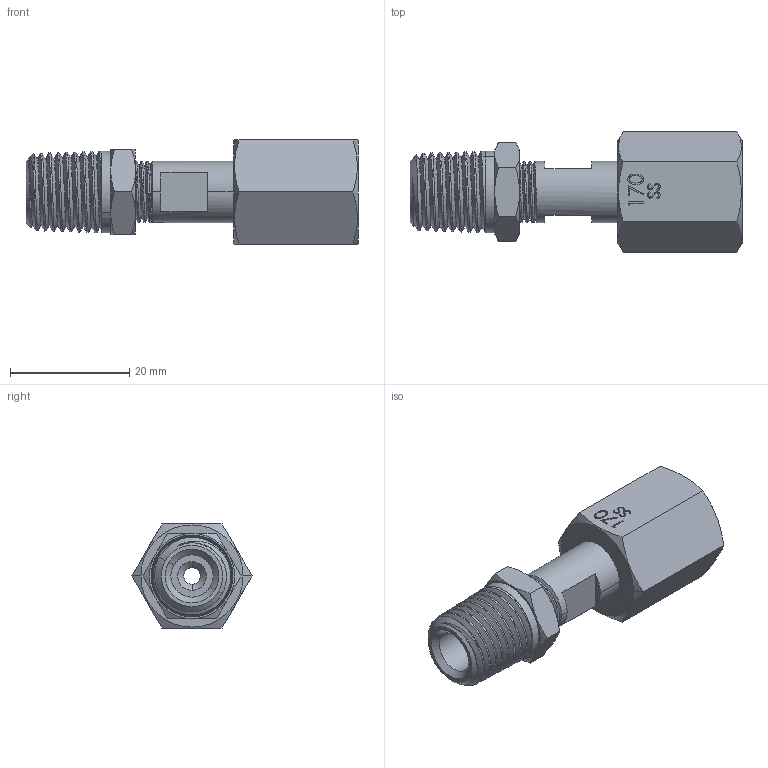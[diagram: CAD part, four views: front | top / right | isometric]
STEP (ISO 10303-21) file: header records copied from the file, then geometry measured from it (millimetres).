
FILE_DESCRIPTION (( 'STEP AP203' ), '1' );
FILE_NAME ('INL-170SS-4M.STEP', '2024-11-13T19:21:19', ( '' ), ( '' ), 'SwSTEP 2.0', 'SolidWorks 2018', '' );
FILE_SCHEMA (( 'CONFIG_CONTROL_DESIGN' ));
Length unit declared in the file: inch
Products named in the file (5): PRT-000986; INL-170SS-4M; PRT-000150; PRT-000256; PRT-002365
Assembly tree (4 placements, depth 2):
  INL-170SS-4M
    PRT-000986
    PRT-000256
    PRT-000150
    PRT-002365
Bounding box: 55.7 x 20.16 x 17.46 mm (x, y, z)
Volume: 6809.3 mm3; surface area: 6553.4 mm2
Topology: 4 solids, 4 shells, 238 faces, 790 edges, 571 vertices
Faces by surface type: cone 89, plane 53, bspline 52, cylinder 40, torus 4
Entity records: 28237 total; most frequent: CARTESIAN_POINT 21632, ORIENTED_EDGE 1580, DIRECTION 827, EDGE_CURVE 790, VERTEX_POINT 571, B_SPLINE_CURVE_WITH_KNOTS 451, AXIS2_PLACEMENT_3D 295, EDGE_LOOP 257
